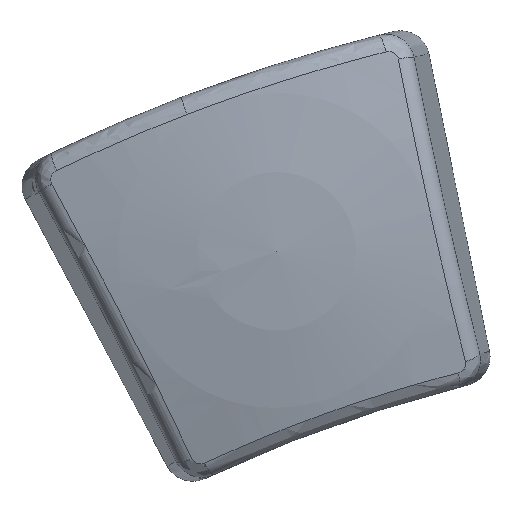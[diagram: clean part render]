
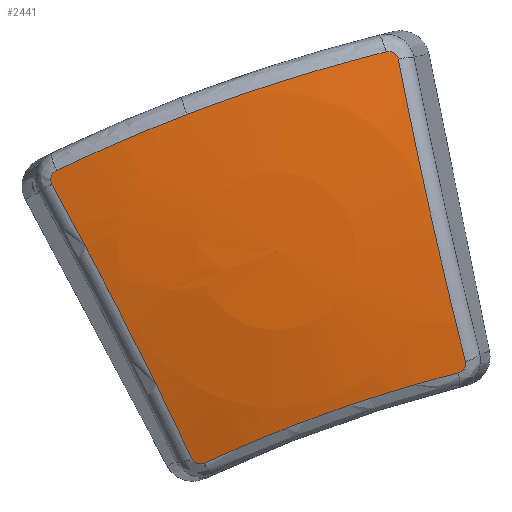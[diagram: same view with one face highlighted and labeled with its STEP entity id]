
A CAD part, top view. The second image highlights one B-rep face of the part: STEP entity #2441.
In plain terms, the highlighted spherical face has radius 52.511 mm.
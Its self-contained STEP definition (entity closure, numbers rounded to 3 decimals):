
#2295=CARTESIAN_POINT('',(189.282,-81.674,-44.056));
#2296=DIRECTION('',(0.036,-0.098,0.995));
#2297=DIRECTION('',(-0.94,-0.342,0.));
#2298=AXIS2_PLACEMENT_3D('',#2295,#2296,#2297);
#2299=SPHERICAL_SURFACE('',#2298,52.511);
#2300=CARTESIAN_POINT('',(191.161,-86.832,8.167));
#2301=VERTEX_POINT('',#2300);
#2302=CARTESIAN_POINT('',(182.854,-89.775,7.426));
#2303=VERTEX_POINT('',#2302);
#2304=CARTESIAN_POINT('',(189.282,-81.674,-44.056));
#2305=DIRECTION('',(0.34,-0.934,-0.105));
#2306=DIRECTION('',(-0.94,-0.342,0.));
#2307=AXIS2_PLACEMENT_3D('',#2304,#2305,#2306);
#2308=CIRCLE('',#2307,52.511);
#2309=EDGE_CURVE('',#2301,#2303,#2308,.T.);
#2310=ORIENTED_EDGE('',*,*,#2309,.T.);
#2311=CARTESIAN_POINT('',(186.736,-97.648,5.902));
#2312=VERTEX_POINT('',#2311);
#2313=CARTESIAN_POINT('',(173.392,-90.123,-40.883));
#2314=DIRECTION('',(0.87,0.462,-0.174));
#2315=DIRECTION('',(0.469,-0.883,0.));
#2316=AXIS2_PLACEMENT_3D('',#2313,#2314,#2315);
#2317=CIRCLE('',#2316,49.229);
#2318=EDGE_CURVE('',#2303,#2312,#2317,.T.);
#2319=ORIENTED_EDGE('',*,*,#2318,.T.);
#2320=CARTESIAN_POINT('',(187.399,-97.871,5.859));
#2321=VERTEX_POINT('',#2320);
#2322=CARTESIAN_POINT('',(186.736,-97.648,5.902));
#2323=CARTESIAN_POINT('',(186.763,-97.705,5.884));
#2324=CARTESIAN_POINT('',(186.802,-97.758,5.87));
#2325=CARTESIAN_POINT('',(186.85,-97.8,5.858));
#2326=CARTESIAN_POINT('',(186.898,-97.843,5.847));
#2327=CARTESIAN_POINT('',(186.956,-97.876,5.839));
#2328=CARTESIAN_POINT('',(187.018,-97.897,5.835));
#2329=CARTESIAN_POINT('',(187.08,-97.917,5.831));
#2330=CARTESIAN_POINT('',(187.146,-97.925,5.831));
#2331=CARTESIAN_POINT('',(187.212,-97.92,5.836));
#2332=CARTESIAN_POINT('',(187.277,-97.915,5.84));
#2333=CARTESIAN_POINT('',(187.34,-97.899,5.848));
#2334=CARTESIAN_POINT('',(187.399,-97.871,5.859));
#2335=B_SPLINE_CURVE_WITH_KNOTS('',3,(#2322,#2323,#2324,#2325,#2326,#2327,#2328,#2329,#2330,#2331,#2332,#2333,#2334),.UNSPECIFIED.,.F.,.F.,(4,3,3,3,4),(0.,0.,0.,0.001,0.001),.UNSPECIFIED.);
#2336=EDGE_CURVE('',#2312,#2321,#2335,.T.);
#2337=ORIENTED_EDGE('',*,*,#2336,.T.);
#2338=CARTESIAN_POINT('',(200.65,-93.162,5.906));
#2339=VERTEX_POINT('',#2338);
#2340=CARTESIAN_POINT('',(187.399,-97.871,5.859));
#2341=CARTESIAN_POINT('',(189.536,-96.887,6.259));
#2342=CARTESIAN_POINT('',(191.708,-96.003,6.458));
#2343=CARTESIAN_POINT('',(193.917,-95.218,6.466));
#2344=CARTESIAN_POINT('',(196.125,-94.433,6.474));
#2345=CARTESIAN_POINT('',(198.37,-93.747,6.29));
#2346=CARTESIAN_POINT('',(200.65,-93.162,5.906));
#2347=B_SPLINE_CURVE_WITH_KNOTS('',3,(#2340,#2341,#2342,#2343,#2344,#2345,#2346),.UNSPECIFIED.,.F.,.F.,(4,3,4),(0.,0.007,0.014),.UNSPECIFIED.);
#2348=EDGE_CURVE('',#2321,#2339,#2347,.T.);
#2349=ORIENTED_EDGE('',*,*,#2348,.T.);
#2350=CARTESIAN_POINT('',(201.023,-92.567,5.953));
#2351=VERTEX_POINT('',#2350);
#2352=CARTESIAN_POINT('',(200.65,-93.162,5.906));
#2353=CARTESIAN_POINT('',(200.714,-93.146,5.895));
#2354=CARTESIAN_POINT('',(200.774,-93.118,5.887));
#2355=CARTESIAN_POINT('',(200.828,-93.081,5.884));
#2356=CARTESIAN_POINT('',(200.881,-93.043,5.88));
#2357=CARTESIAN_POINT('',(200.928,-92.994,5.88));
#2358=CARTESIAN_POINT('',(200.963,-92.939,5.884));
#2359=CARTESIAN_POINT('',(200.998,-92.884,5.889));
#2360=CARTESIAN_POINT('',(201.022,-92.821,5.897));
#2361=CARTESIAN_POINT('',(201.032,-92.758,5.909));
#2362=CARTESIAN_POINT('',(201.042,-92.694,5.921));
#2363=CARTESIAN_POINT('',(201.038,-92.629,5.936));
#2364=CARTESIAN_POINT('',(201.023,-92.567,5.953));
#2365=B_SPLINE_CURVE_WITH_KNOTS('',3,(#2352,#2353,#2354,#2355,#2356,#2357,#2358,#2359,#2360,#2361,#2362,#2363,#2364),.UNSPECIFIED.,.F.,.F.,(4,3,3,3,4),(0.,0.,0.,0.001,0.001),.UNSPECIFIED.);
#2366=EDGE_CURVE('',#2339,#2351,#2365,.T.);
#2367=ORIENTED_EDGE('',*,*,#2366,.T.);
#2368=CARTESIAN_POINT('',(197.519,-76.78,7.573));
#2369=VERTEX_POINT('',#2368);
#2370=CARTESIAN_POINT('',(206.533,-78.165,-40.952));
#2371=DIRECTION('',(-0.965,-0.196,-0.174));
#2372=DIRECTION('',(-0.199,0.98,0.));
#2373=AXIS2_PLACEMENT_3D('',#2370,#2371,#2372);
#2374=CIRCLE('',#2373,49.375);
#2375=EDGE_CURVE('',#2351,#2369,#2374,.T.);
#2376=ORIENTED_EDGE('',*,*,#2375,.T.);
#2377=CARTESIAN_POINT('',(196.879,-76.402,7.634));
#2378=VERTEX_POINT('',#2377);
#2379=CARTESIAN_POINT('',(197.519,-76.78,7.573));
#2380=CARTESIAN_POINT('',(197.505,-76.712,7.569));
#2381=CARTESIAN_POINT('',(197.476,-76.647,7.567));
#2382=CARTESIAN_POINT('',(197.434,-76.591,7.568));
#2383=CARTESIAN_POINT('',(197.393,-76.535,7.57));
#2384=CARTESIAN_POINT('',(197.339,-76.489,7.573));
#2385=CARTESIAN_POINT('',(197.279,-76.454,7.579));
#2386=CARTESIAN_POINT('',(197.219,-76.42,7.585));
#2387=CARTESIAN_POINT('',(197.152,-76.398,7.593));
#2388=CARTESIAN_POINT('',(197.084,-76.389,7.602));
#2389=CARTESIAN_POINT('',(197.016,-76.381,7.612));
#2390=CARTESIAN_POINT('',(196.945,-76.385,7.623));
#2391=CARTESIAN_POINT('',(196.879,-76.402,7.634));
#2392=B_SPLINE_CURVE_WITH_KNOTS('',3,(#2379,#2380,#2381,#2382,#2383,#2384,#2385,#2386,#2387,#2388,#2389,#2390,#2391),.UNSPECIFIED.,.F.,.F.,(4,3,3,3,4),(0.001,0.001,0.001,0.001,0.002),.UNSPECIFIED.);
#2393=EDGE_CURVE('',#2369,#2378,#2392,.T.);
#2394=ORIENTED_EDGE('',*,*,#2393,.T.);
#2395=CARTESIAN_POINT('',(186.485,-79.665,8.342));
#2396=VERTEX_POINT('',#2395);
#2397=CARTESIAN_POINT('',(196.879,-76.402,7.634));
#2398=CARTESIAN_POINT('',(195.116,-76.846,7.938));
#2399=CARTESIAN_POINT('',(193.369,-77.34,8.148));
#2400=CARTESIAN_POINT('',(191.637,-77.884,8.265));
#2401=CARTESIAN_POINT('',(189.904,-78.428,8.382));
#2402=CARTESIAN_POINT('',(188.187,-79.021,8.408));
#2403=CARTESIAN_POINT('',(186.485,-79.665,8.342));
#2404=B_SPLINE_CURVE_WITH_KNOTS('',3,(#2397,#2398,#2399,#2400,#2401,#2402,#2403),.UNSPECIFIED.,.F.,.F.,(4,3,4),(0.033,0.038,0.043),.UNSPECIFIED.);
#2405=EDGE_CURVE('',#2378,#2396,#2404,.T.);
#2406=ORIENTED_EDGE('',*,*,#2405,.T.);
#2407=CARTESIAN_POINT('',(179.68,-82.607,7.561));
#2408=VERTEX_POINT('',#2407);
#2409=CARTESIAN_POINT('',(186.485,-79.665,8.342));
#2410=CARTESIAN_POINT('',(184.177,-80.556,8.253));
#2411=CARTESIAN_POINT('',(181.909,-81.536,7.995));
#2412=CARTESIAN_POINT('',(179.68,-82.607,7.561));
#2413=B_SPLINE_CURVE_WITH_KNOTS('',3,(#2409,#2410,#2411,#2412),.UNSPECIFIED.,.F.,.F.,(4,4),(0.033,0.04),.UNSPECIFIED.);
#2414=EDGE_CURVE('',#2396,#2408,#2413,.T.);
#2415=ORIENTED_EDGE('',*,*,#2414,.T.);
#2416=CARTESIAN_POINT('',(179.428,-83.305,7.496));
#2417=VERTEX_POINT('',#2416);
#2418=CARTESIAN_POINT('',(179.68,-82.607,7.561));
#2419=CARTESIAN_POINT('',(179.556,-82.666,7.537));
#2420=CARTESIAN_POINT('',(179.455,-82.772,7.516));
#2421=CARTESIAN_POINT('',(179.406,-82.902,7.503));
#2422=CARTESIAN_POINT('',(179.382,-82.967,7.497));
#2423=CARTESIAN_POINT('',(179.37,-83.036,7.493));
#2424=CARTESIAN_POINT('',(179.374,-83.106,7.492));
#2425=CARTESIAN_POINT('',(179.378,-83.176,7.49));
#2426=CARTESIAN_POINT('',(179.396,-83.244,7.492));
#2427=CARTESIAN_POINT('',(179.428,-83.305,7.496));
#2428=B_SPLINE_CURVE_WITH_KNOTS('',3,(#2418,#2419,#2420,#2421,#2422,#2423,#2424,#2425,#2426,#2427),.UNSPECIFIED.,.F.,.F.,(4,3,3,4),(0.002,0.002,0.002,0.002),.UNSPECIFIED.);
#2429=EDGE_CURVE('',#2408,#2417,#2428,.T.);
#2430=ORIENTED_EDGE('',*,*,#2429,.T.);
#2431=CARTESIAN_POINT('',(173.392,-90.123,-40.883));
#2432=DIRECTION('',(0.87,0.462,-0.174));
#2433=DIRECTION('',(0.469,-0.883,0.));
#2434=AXIS2_PLACEMENT_3D('',#2431,#2432,#2433);
#2435=CIRCLE('',#2434,49.229);
#2436=EDGE_CURVE('',#2417,#2303,#2435,.T.);
#2437=ORIENTED_EDGE('',*,*,#2436,.T.);
#2438=ORIENTED_EDGE('',*,*,#2309,.F.);
#2439=EDGE_LOOP('',(#2310,#2319,#2337,#2349,#2367,#2376,#2394,#2406,#2415,#2430,#2437,#2438));
#2440=FACE_BOUND('',#2439,.T.);
#2441=ADVANCED_FACE('',(#2440),#2299,.T.);
